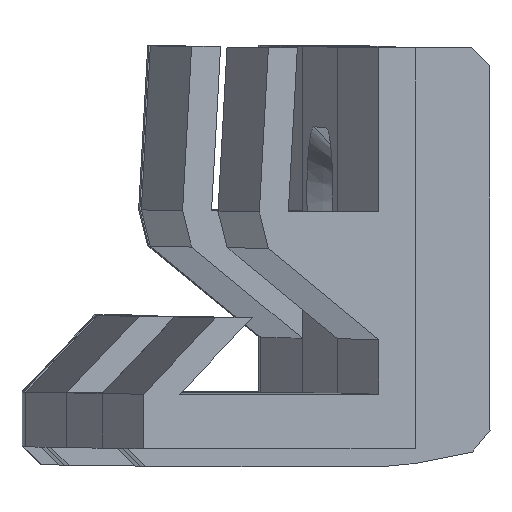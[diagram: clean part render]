
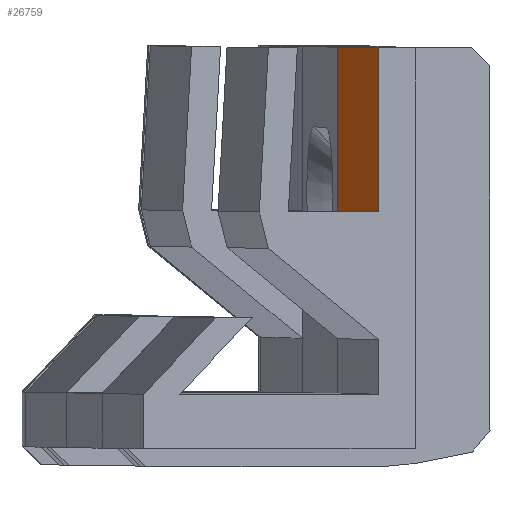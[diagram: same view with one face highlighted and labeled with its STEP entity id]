
A CAD part, left-side view. The second image highlights one B-rep face of the part: STEP entity #26759.
In plain terms, the highlighted face is planar.
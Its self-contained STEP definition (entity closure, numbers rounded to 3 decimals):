
#25344 = PLANE('',#25345);
#25345 = AXIS2_PLACEMENT_3D('',#25346,#25347,#25348);
#25346 = CARTESIAN_POINT('',(-10.5,5.766,9.503));
#25347 = DIRECTION('',(-1.,0.,0.));
#25348 = DIRECTION('',(0.,0.,1.));
#25372 = PLANE('',#25373);
#25373 = AXIS2_PLACEMENT_3D('',#25374,#25375,#25376);
#25374 = CARTESIAN_POINT('',(0.,0.,22.));
#25375 = DIRECTION('',(0.,0.,-1.));
#25376 = DIRECTION('',(0.,1.,0.));
#25712 = VERTEX_POINT('',#25713);
#25713 = CARTESIAN_POINT('',(-10.5,2.,22.));
#25734 = EDGE_CURVE('',#25735,#25712,#25737,.T.);
#25735 = VERTEX_POINT('',#25736);
#25736 = CARTESIAN_POINT('',(10.5,2.,22.));
#25737 = SURFACE_CURVE('',#25738,(#25742,#25749),.PCURVE_S1.);
#25738 = LINE('',#25739,#25740);
#25739 = CARTESIAN_POINT('',(10.5,2.,22.));
#25740 = VECTOR('',#25741,1.);
#25741 = DIRECTION('',(-1.,0.,0.));
#25742 = PCURVE('',#25372,#25743);
#25743 = DEFINITIONAL_REPRESENTATION('',(#25744),#25748);
#25744 = LINE('',#25745,#25746);
#25745 = CARTESIAN_POINT('',(2.,10.5));
#25746 = VECTOR('',#25747,1.);
#25747 = DIRECTION('',(0.,-1.));
#25748 = ( GEOMETRIC_REPRESENTATION_CONTEXT(2) 
PARAMETRIC_REPRESENTATION_CONTEXT() REPRESENTATION_CONTEXT('2D SPACE',''
  ) );
#25749 = PCURVE('',#25750,#25755);
#25750 = PLANE('',#25751);
#25751 = AXIS2_PLACEMENT_3D('',#25752,#25753,#25754);
#25752 = CARTESIAN_POINT('',(0.,2.,22.));
#25753 = DIRECTION('',(-0.,-1.,-0.));
#25754 = DIRECTION('',(0.,0.,-1.));
#25755 = DEFINITIONAL_REPRESENTATION('',(#25756),#25760);
#25756 = LINE('',#25757,#25758);
#25757 = CARTESIAN_POINT('',(0.,10.5));
#25758 = VECTOR('',#25759,1.);
#25759 = DIRECTION('',(0.,-1.));
#25760 = ( GEOMETRIC_REPRESENTATION_CONTEXT(2) 
PARAMETRIC_REPRESENTATION_CONTEXT() REPRESENTATION_CONTEXT('2D SPACE',''
  ) );
#25778 = PLANE('',#25779);
#25779 = AXIS2_PLACEMENT_3D('',#25780,#25781,#25782);
#25780 = CARTESIAN_POINT('',(10.5,5.766,9.503));
#25781 = DIRECTION('',(-1.,0.,0.));
#25782 = DIRECTION('',(0.,0.,1.));
#25958 = EDGE_CURVE('',#25712,#25959,#25961,.T.);
#25959 = VERTEX_POINT('',#25960);
#25960 = CARTESIAN_POINT('',(-10.5,2.,13.));
#25961 = SURFACE_CURVE('',#25962,(#25966,#25973),.PCURVE_S1.);
#25962 = LINE('',#25963,#25964);
#25963 = CARTESIAN_POINT('',(-10.5,2.,22.));
#25964 = VECTOR('',#25965,1.);
#25965 = DIRECTION('',(0.,0.,-1.));
#25966 = PCURVE('',#25344,#25967);
#25967 = DEFINITIONAL_REPRESENTATION('',(#25968),#25972);
#25968 = LINE('',#25969,#25970);
#25969 = CARTESIAN_POINT('',(12.497,-3.766));
#25970 = VECTOR('',#25971,1.);
#25971 = DIRECTION('',(-1.,0.));
#25972 = ( GEOMETRIC_REPRESENTATION_CONTEXT(2) 
PARAMETRIC_REPRESENTATION_CONTEXT() REPRESENTATION_CONTEXT('2D SPACE',''
  ) );
#25973 = PCURVE('',#25750,#25974);
#25974 = DEFINITIONAL_REPRESENTATION('',(#25975),#25979);
#25975 = LINE('',#25976,#25977);
#25976 = CARTESIAN_POINT('',(0.,-10.5));
#25977 = VECTOR('',#25978,1.);
#25978 = DIRECTION('',(1.,0.));
#25979 = ( GEOMETRIC_REPRESENTATION_CONTEXT(2) 
PARAMETRIC_REPRESENTATION_CONTEXT() REPRESENTATION_CONTEXT('2D SPACE',''
  ) );
#25997 = PLANE('',#25998);
#25998 = AXIS2_PLACEMENT_3D('',#25999,#26000,#26001);
#25999 = CARTESIAN_POINT('',(0.,2.,13.));
#26000 = DIRECTION('',(0.,0.,-1.));
#26001 = DIRECTION('',(0.,1.,0.));
#26759 = ADVANCED_FACE('',(#26760),#25750,.F.);
#26760 = FACE_BOUND('',#26761,.F.);
#26761 = EDGE_LOOP('',(#26762,#26763,#26786,#26807));
#26762 = ORIENTED_EDGE('',*,*,#25958,.T.);
#26763 = ORIENTED_EDGE('',*,*,#26764,.F.);
#26764 = EDGE_CURVE('',#26765,#25959,#26767,.T.);
#26765 = VERTEX_POINT('',#26766);
#26766 = CARTESIAN_POINT('',(10.5,2.,13.));
#26767 = SURFACE_CURVE('',#26768,(#26772,#26779),.PCURVE_S1.);
#26768 = LINE('',#26769,#26770);
#26769 = CARTESIAN_POINT('',(10.5,2.,13.));
#26770 = VECTOR('',#26771,1.);
#26771 = DIRECTION('',(-1.,0.,0.));
#26772 = PCURVE('',#25750,#26773);
#26773 = DEFINITIONAL_REPRESENTATION('',(#26774),#26778);
#26774 = LINE('',#26775,#26776);
#26775 = CARTESIAN_POINT('',(9.,10.5));
#26776 = VECTOR('',#26777,1.);
#26777 = DIRECTION('',(0.,-1.));
#26778 = ( GEOMETRIC_REPRESENTATION_CONTEXT(2) 
PARAMETRIC_REPRESENTATION_CONTEXT() REPRESENTATION_CONTEXT('2D SPACE',''
  ) );
#26779 = PCURVE('',#25997,#26780);
#26780 = DEFINITIONAL_REPRESENTATION('',(#26781),#26785);
#26781 = LINE('',#26782,#26783);
#26782 = CARTESIAN_POINT('',(0.,10.5));
#26783 = VECTOR('',#26784,1.);
#26784 = DIRECTION('',(0.,-1.));
#26785 = ( GEOMETRIC_REPRESENTATION_CONTEXT(2) 
PARAMETRIC_REPRESENTATION_CONTEXT() REPRESENTATION_CONTEXT('2D SPACE',''
  ) );
#26786 = ORIENTED_EDGE('',*,*,#26787,.F.);
#26787 = EDGE_CURVE('',#25735,#26765,#26788,.T.);
#26788 = SURFACE_CURVE('',#26789,(#26793,#26800),.PCURVE_S1.);
#26789 = LINE('',#26790,#26791);
#26790 = CARTESIAN_POINT('',(10.5,2.,22.));
#26791 = VECTOR('',#26792,1.);
#26792 = DIRECTION('',(0.,0.,-1.));
#26793 = PCURVE('',#25750,#26794);
#26794 = DEFINITIONAL_REPRESENTATION('',(#26795),#26799);
#26795 = LINE('',#26796,#26797);
#26796 = CARTESIAN_POINT('',(0.,10.5));
#26797 = VECTOR('',#26798,1.);
#26798 = DIRECTION('',(1.,0.));
#26799 = ( GEOMETRIC_REPRESENTATION_CONTEXT(2) 
PARAMETRIC_REPRESENTATION_CONTEXT() REPRESENTATION_CONTEXT('2D SPACE',''
  ) );
#26800 = PCURVE('',#25778,#26801);
#26801 = DEFINITIONAL_REPRESENTATION('',(#26802),#26806);
#26802 = LINE('',#26803,#26804);
#26803 = CARTESIAN_POINT('',(12.497,-3.766));
#26804 = VECTOR('',#26805,1.);
#26805 = DIRECTION('',(-1.,0.));
#26806 = ( GEOMETRIC_REPRESENTATION_CONTEXT(2) 
PARAMETRIC_REPRESENTATION_CONTEXT() REPRESENTATION_CONTEXT('2D SPACE',''
  ) );
#26807 = ORIENTED_EDGE('',*,*,#25734,.T.);
